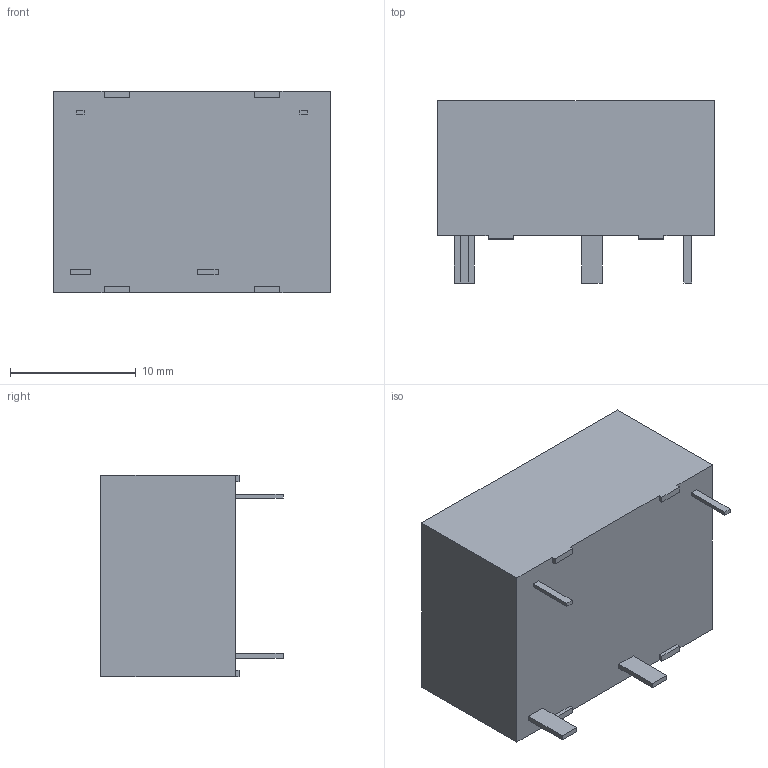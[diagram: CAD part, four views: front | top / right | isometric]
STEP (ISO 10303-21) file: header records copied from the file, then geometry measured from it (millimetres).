
FILE_DESCRIPTION(('FreeCAD Model'),'2;1');
FILE_NAME('Open CASCADE Shape Model','2024-04-14T19:50:33',(''),(''), 'Open CASCADE STEP processor 7.6','FreeCAD','Unknown');
FILE_SCHEMA(('AUTOMOTIVE_DESIGN { 1 0 10303 214 1 1 1 1 }'));
Length unit declared in the file: millimetre
Products named in the file (1): K1_G5CA_1A_fa65c8f1b37e
Bounding box: 22 x 14.5 x 16 mm (x, y, z)
Volume: 3773.3 mm3; surface area: 1568.5 mm2
Topology: 1 solids, 1 shells, 47 faces, 120 edges, 80 vertices
Faces by surface type: plane 47
Entity records: 1416 total; most frequent: CARTESIAN_POINT 248, ORIENTED_EDGE 240, DIRECTION 216, EDGE_CURVE 120, LINE 120, VECTOR 120, VERTEX_POINT 80, FACE_BOUND 52
